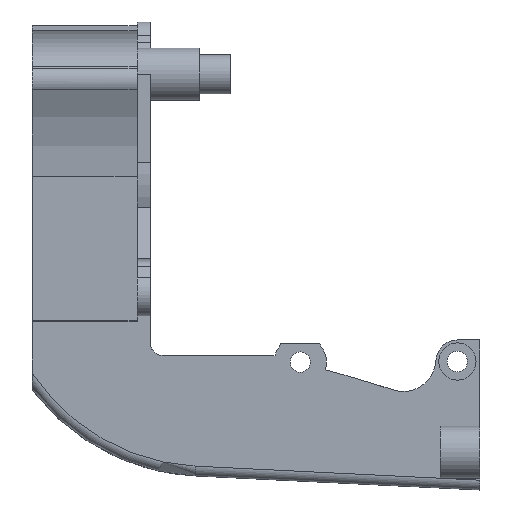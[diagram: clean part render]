
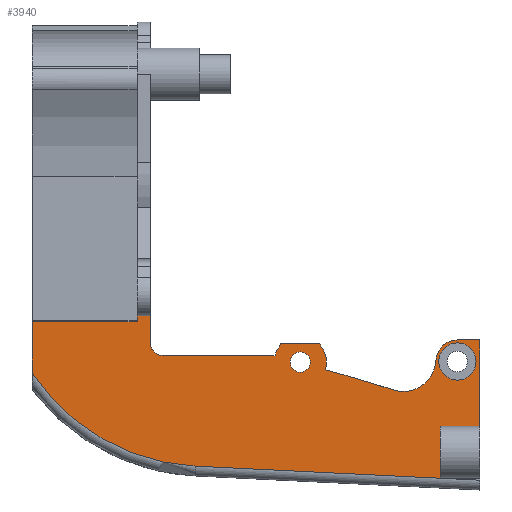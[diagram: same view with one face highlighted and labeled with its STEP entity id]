
A CAD part, left-side view. The second image highlights one B-rep face of the part: STEP entity #3940.
In plain terms, the highlighted planar face has unit normal (-1, 0, 0).
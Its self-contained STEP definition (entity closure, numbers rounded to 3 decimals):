
#44=FACE_BOUND('',#1333,.T.);
#45=FACE_BOUND('',#1334,.T.);
#148=CIRCLE('',#4137,2.);
#202=CIRCLE('',#4231,3.291);
#203=CIRCLE('',#4232,5.);
#204=CIRCLE('',#4233,240.97);
#205=CIRCLE('',#4234,4.);
#206=CIRCLE('',#4235,4.);
#207=CIRCLE('',#4236,31.905);
#208=CIRCLE('',#4237,1.55);
#209=CIRCLE('',#4238,2.85);
#316=LINE('',#5708,#641);
#326=LINE('',#5765,#651);
#339=LINE('',#5852,#664);
#434=LINE('',#6185,#759);
#441=LINE('',#6201,#766);
#444=LINE('',#6208,#769);
#445=LINE('',#6210,#770);
#446=LINE('',#6220,#771);
#447=LINE('',#6222,#772);
#448=LINE('',#6224,#773);
#449=LINE('',#6227,#774);
#450=LINE('',#6229,#775);
#451=LINE('',#6230,#776);
#452=LINE('',#6233,#777);
#641=VECTOR('',#4491,10.);
#651=VECTOR('',#4521,10.);
#664=VECTOR('',#4564,10.);
#759=VECTOR('',#4799,10.);
#766=VECTOR('',#4816,10.);
#769=VECTOR('',#4823,10.);
#770=VECTOR('',#4824,10.);
#771=VECTOR('',#4833,10.);
#772=VECTOR('',#4834,10.);
#773=VECTOR('',#4835,10.);
#774=VECTOR('',#4838,10.);
#775=VECTOR('',#4839,10.);
#776=VECTOR('',#4840,10.);
#777=VECTOR('',#4843,10.);
#998=PLANE('',#4230);
#1103=FACE_OUTER_BOUND('',#1332,.T.);
#1332=EDGE_LOOP('',(#2929,#2930,#2931,#2932,#2933,#2934,#2935,#2936,#2937,
#2938,#2939,#2940,#2941,#2942,#2943,#2944,#2945,#2946,#2947,#2948,#2949));
#1333=EDGE_LOOP('',(#2950));
#1334=EDGE_LOOP('',(#2951));
#1638=VERTEX_POINT('',#5696);
#1639=VERTEX_POINT('',#5707);
#1656=VERTEX_POINT('',#5758);
#1657=VERTEX_POINT('',#5760);
#1658=VERTEX_POINT('',#5764);
#1687=VERTEX_POINT('',#5850);
#1780=VERTEX_POINT('',#6132);
#1797=VERTEX_POINT('',#6182);
#1798=VERTEX_POINT('',#6184);
#1804=VERTEX_POINT('',#6207);
#1805=VERTEX_POINT('',#6209);
#1806=VERTEX_POINT('',#6211);
#1807=VERTEX_POINT('',#6213);
#1808=VERTEX_POINT('',#6215);
#1809=VERTEX_POINT('',#6217);
#1810=VERTEX_POINT('',#6219);
#1811=VERTEX_POINT('',#6221);
#1812=VERTEX_POINT('',#6223);
#1813=VERTEX_POINT('',#6226);
#1814=VERTEX_POINT('',#6228);
#1815=VERTEX_POINT('',#6231);
#1816=VERTEX_POINT('',#6234);
#1817=VERTEX_POINT('',#6236);
#2036=EDGE_CURVE('',#1638,#1639,#316,.T.);
#2054=EDGE_CURVE('',#1656,#1657,#148,.T.);
#2056=EDGE_CURVE('',#1658,#1657,#326,.F.);
#2087=EDGE_CURVE('',#1656,#1687,#339,.F.);
#2226=EDGE_CURVE('',#1798,#1797,#434,.T.);
#2235=EDGE_CURVE('',#1780,#1798,#441,.T.);
#2238=EDGE_CURVE('',#1804,#1797,#444,.T.);
#2239=EDGE_CURVE('',#1805,#1804,#445,.T.);
#2240=EDGE_CURVE('',#1806,#1805,#202,.T.);
#2241=EDGE_CURVE('',#1806,#1807,#203,.F.);
#2242=EDGE_CURVE('',#1807,#1808,#204,.T.);
#2243=EDGE_CURVE('',#1809,#1808,#205,.T.);
#2244=EDGE_CURVE('',#1810,#1809,#446,.T.);
#2245=EDGE_CURVE('',#1810,#1811,#447,.T.);
#2246=EDGE_CURVE('',#1811,#1812,#448,.T.);
#2247=EDGE_CURVE('',#1658,#1812,#206,.T.);
#2248=EDGE_CURVE('',#1813,#1687,#449,.T.);
#2249=EDGE_CURVE('',#1814,#1813,#450,.T.);
#2250=EDGE_CURVE('',#1814,#1639,#451,.T.);
#2251=EDGE_CURVE('',#1815,#1638,#207,.T.);
#2252=EDGE_CURVE('',#1780,#1815,#452,.T.);
#2253=EDGE_CURVE('',#1816,#1816,#208,.T.);
#2254=EDGE_CURVE('',#1817,#1817,#209,.T.);
#2929=ORIENTED_EDGE('',*,*,#2235,.T.);
#2930=ORIENTED_EDGE('',*,*,#2226,.T.);
#2931=ORIENTED_EDGE('',*,*,#2238,.F.);
#2932=ORIENTED_EDGE('',*,*,#2239,.F.);
#2933=ORIENTED_EDGE('',*,*,#2240,.F.);
#2934=ORIENTED_EDGE('',*,*,#2241,.T.);
#2935=ORIENTED_EDGE('',*,*,#2242,.T.);
#2936=ORIENTED_EDGE('',*,*,#2243,.F.);
#2937=ORIENTED_EDGE('',*,*,#2244,.F.);
#2938=ORIENTED_EDGE('',*,*,#2245,.T.);
#2939=ORIENTED_EDGE('',*,*,#2246,.T.);
#2940=ORIENTED_EDGE('',*,*,#2247,.F.);
#2941=ORIENTED_EDGE('',*,*,#2056,.T.);
#2942=ORIENTED_EDGE('',*,*,#2054,.F.);
#2943=ORIENTED_EDGE('',*,*,#2087,.T.);
#2944=ORIENTED_EDGE('',*,*,#2248,.F.);
#2945=ORIENTED_EDGE('',*,*,#2249,.F.);
#2946=ORIENTED_EDGE('',*,*,#2250,.T.);
#2947=ORIENTED_EDGE('',*,*,#2036,.F.);
#2948=ORIENTED_EDGE('',*,*,#2251,.F.);
#2949=ORIENTED_EDGE('',*,*,#2252,.F.);
#2950=ORIENTED_EDGE('',*,*,#2253,.T.);
#2951=ORIENTED_EDGE('',*,*,#2254,.T.);
#3940=ADVANCED_FACE('',(#1103,#44,#45),#998,.T.);
#4137=AXIS2_PLACEMENT_3D('',#5761,#4516,#4517);
#4230=AXIS2_PLACEMENT_3D('',#6206,#4821,#4822);
#4231=AXIS2_PLACEMENT_3D('',#6212,#4825,#4826);
#4232=AXIS2_PLACEMENT_3D('',#6214,#4827,#4828);
#4233=AXIS2_PLACEMENT_3D('',#6216,#4829,#4830);
#4234=AXIS2_PLACEMENT_3D('',#6218,#4831,#4832);
#4235=AXIS2_PLACEMENT_3D('',#6225,#4836,#4837);
#4236=AXIS2_PLACEMENT_3D('',#6232,#4841,#4842);
#4237=AXIS2_PLACEMENT_3D('',#6235,#4844,#4845);
#4238=AXIS2_PLACEMENT_3D('',#6237,#4846,#4847);
#4491=DIRECTION('',(0.,0.,1.));
#4516=DIRECTION('center_axis',(-1.,0.,0.));
#4517=DIRECTION('ref_axis',(0.,0.707,-0.707));
#4521=DIRECTION('',(0.,-1.,0.));
#4564=DIRECTION('',(0.,0.,-1.));
#4799=DIRECTION('',(0.,-1.,0.));
#4816=DIRECTION('',(0.,0.,1.));
#4821=DIRECTION('center_axis',(-1.,0.,0.));
#4822=DIRECTION('ref_axis',(0.,0.,1.));
#4823=DIRECTION('',(0.,0.,-1.));
#4824=DIRECTION('',(0.,-1.,0.));
#4825=DIRECTION('center_axis',(1.,0.,0.));
#4826=DIRECTION('ref_axis',(0.,0.,1.));
#4827=DIRECTION('center_axis',(-1.,0.,0.));
#4828=DIRECTION('ref_axis',(0.,-0.306,0.952));
#4829=DIRECTION('center_axis',(-1.,0.,0.));
#4830=DIRECTION('ref_axis',(0.,-0.294,0.956));
#4831=DIRECTION('center_axis',(1.,0.,0.));
#4832=DIRECTION('ref_axis',(0.,-0.75,0.661));
#4833=DIRECTION('',(0.,-0.009,-1.));
#4834=DIRECTION('',(0.,1.,0.));
#4835=DIRECTION('',(0.,0.,-1.));
#4836=DIRECTION('center_axis',(1.,0.,0.));
#4837=DIRECTION('ref_axis',(0.,-0.75,0.661));
#4838=DIRECTION('',(0.,-1.,0.));
#4839=DIRECTION('',(0.,0.,1.));
#4840=DIRECTION('',(0.,1.,0.));
#4841=DIRECTION('center_axis',(1.,0.,0.));
#4842=DIRECTION('ref_axis',(0.,0.466,-0.885));
#4843=DIRECTION('',(0.,0.999,0.049));
#4844=DIRECTION('center_axis',(1.,0.,0.));
#4845=DIRECTION('ref_axis',(0.,-1.,0.));
#4846=DIRECTION('center_axis',(1.,0.,0.));
#4847=DIRECTION('ref_axis',(0.,-1.,0.));
#5696=CARTESIAN_POINT('',(-11.1,135.118,-53.702));
#5707=CARTESIAN_POINT('',(-11.1,135.118,-45.831));
#5708=CARTESIAN_POINT('',(-11.1,135.118,-51.356));
#5758=CARTESIAN_POINT('',(-11.1,117.118,-49.017));
#5760=CARTESIAN_POINT('',(-11.1,115.118,-51.017));
#5761=CARTESIAN_POINT('Origin',(-11.1,115.118,-49.017));
#5764=CARTESIAN_POINT('',(-11.1,98.036,-51.017));
#5765=CARTESIAN_POINT('',(-11.1,113.442,-51.017));
#5850=CARTESIAN_POINT('',(-11.1,117.118,-44.789));
#5852=CARTESIAN_POINT('',(-11.1,117.118,-28.656));
#6132=CARTESIAN_POINT('',(-11.1,72.763,-69.764));
#6182=CARTESIAN_POINT('',(-11.1,66.763,-61.813));
#6184=CARTESIAN_POINT('',(-11.1,72.763,-61.813));
#6185=CARTESIAN_POINT('',(-11.1,95.378,-61.813));
#6201=CARTESIAN_POINT('',(-11.1,72.763,-60.12));
#6206=CARTESIAN_POINT('Origin',(-11.1,123.993,-53.676));
#6207=CARTESIAN_POINT('',(-11.1,66.763,-48.634));
#6208=CARTESIAN_POINT('',(-11.1,66.763,-44.976));
#6209=CARTESIAN_POINT('',(-11.1,70.163,-48.634));
#6210=CARTESIAN_POINT('',(-11.1,68.436,-48.634));
#6211=CARTESIAN_POINT('',(-11.1,73.45,-51.758));
#6212=CARTESIAN_POINT('Origin',(-11.1,70.163,-51.925));
#6213=CARTESIAN_POINT('',(-11.1,79.974,-56.264));
#6214=CARTESIAN_POINT('Origin',(-11.1,78.444,-51.504));
#6215=CARTESIAN_POINT('',(-11.1,90.338,-53.186));
#6216=CARTESIAN_POINT('Origin',(-11.1,153.75,-285.663));
#6217=CARTESIAN_POINT('',(-11.1,91.16,-49.375));
#6218=CARTESIAN_POINT('Origin',(-11.1,94.163,-52.017));
#6219=CARTESIAN_POINT('',(-11.1,91.162,-49.117));
#6220=CARTESIAN_POINT('',(-11.1,91.163,-49.017));
#6221=CARTESIAN_POINT('',(-11.1,97.163,-49.117));
#6222=CARTESIAN_POINT('',(-11.1,110.578,-49.117));
#6223=CARTESIAN_POINT('',(-11.1,97.163,-49.371));
#6224=CARTESIAN_POINT('',(-11.1,97.163,-51.596));
#6225=CARTESIAN_POINT('Origin',(-11.1,94.163,-52.017));
#6226=CARTESIAN_POINT('',(-11.1,119.118,-44.789));
#6227=CARTESIAN_POINT('',(-11.1,115.368,-44.789));
#6228=CARTESIAN_POINT('',(-11.1,119.118,-45.831));
#6229=CARTESIAN_POINT('',(-11.1,119.118,-45.355));
#6230=CARTESIAN_POINT('',(-11.1,131.618,-45.831));
#6231=CARTESIAN_POINT('',(-11.1,110.107,-67.924));
#6232=CARTESIAN_POINT('Origin',(-11.1,108.536,-36.058));
#6233=CARTESIAN_POINT('',(-11.1,88.348,-68.996));
#6234=CARTESIAN_POINT('',(-11.1,95.713,-52.017));
#6235=CARTESIAN_POINT('Origin',(-11.1,94.163,-52.017));
#6236=CARTESIAN_POINT('',(-11.1,73.013,-51.925));
#6237=CARTESIAN_POINT('Origin',(-11.1,70.163,-51.925));
